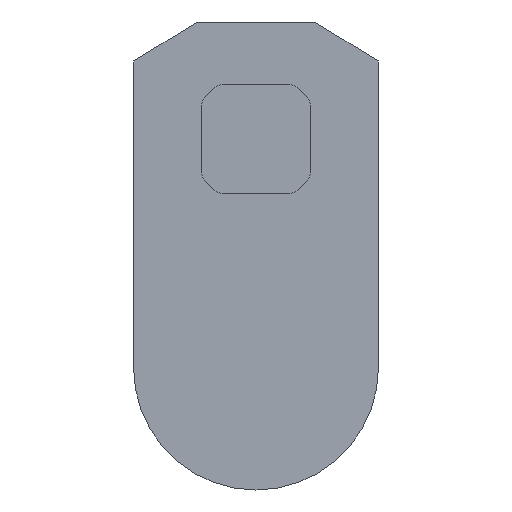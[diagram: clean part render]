
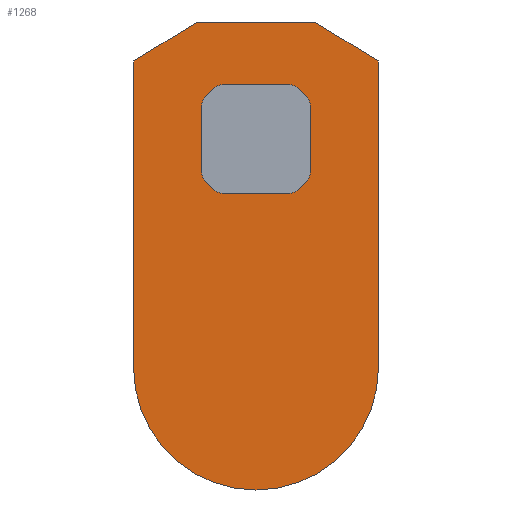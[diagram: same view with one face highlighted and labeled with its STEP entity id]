
A CAD part, front view. The second image highlights one B-rep face of the part: STEP entity #1268.
In plain terms, the highlighted planar face has unit normal (0, -1, 0).
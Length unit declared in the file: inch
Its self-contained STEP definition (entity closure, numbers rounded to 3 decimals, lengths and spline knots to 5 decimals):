
#61=PLANE($,#1390);
#67=CIRCLE($,#1281,0.125);
#75=CIRCLE($,#1292,0.125);
#76=CIRCLE($,#1294,0.125);
#77=CIRCLE($,#1297,0.125);
#78=CIRCLE($,#1300,0.125);
#79=CIRCLE($,#1303,0.125);
#80=CIRCLE($,#1306,0.125);
#81=CIRCLE($,#1309,0.125);
#106=CIRCLE($,#1384,0.785);
#141=FACE_BOUND($,#330,.T.);
#142=FACE_BOUND($,#331,.T.);
#330=EDGE_LOOP($,(#1170,#1171,#1172,#1173,#1174,#1175,#1176,#1177,#1178,
#1179,#1180,#1181,#1182,#1183,#1184,#1185));
#331=EDGE_LOOP($,(#1186,#1187,#1188,#1189,#1190,#1191));
#348=LINE($,#2159,#466);
#354=LINE($,#2174,#472);
#357=LINE($,#2182,#475);
#360=LINE($,#2190,#478);
#363=LINE($,#2198,#481);
#366=LINE($,#2206,#484);
#368=LINE($,#2212,#486);
#369=LINE($,#2214,#487);
#438=LINE($,#2419,#556);
#442=LINE($,#2428,#560);
#446=LINE($,#2439,#564);
#449=LINE($,#2445,#567);
#452=LINE($,#2450,#570);
#466=VECTOR($,#1443,0.03787);
#472=VECTOR($,#1459,0.03787);
#475=VECTOR($,#1468,0.39645);
#478=VECTOR($,#1477,0.03787);
#481=VECTOR($,#1486,0.39645);
#484=VECTOR($,#1495,0.03787);
#486=VECTOR($,#1503,0.39645);
#487=VECTOR($,#1506,0.39645);
#556=VECTOR($,#1715,1.965);
#560=VECTOR($,#1721,1.965);
#564=VECTOR($,#1733,0.48021);
#567=VECTOR($,#1738,0.75);
#570=VECTOR($,#1743,0.48021);
#582=VERTEX_POINT($,#2122);
#583=VERTEX_POINT($,#2124);
#598=VERTEX_POINT($,#2158);
#599=VERTEX_POINT($,#2162);
#600=VERTEX_POINT($,#2166);
#601=VERTEX_POINT($,#2168);
#602=VERTEX_POINT($,#2172);
#603=VERTEX_POINT($,#2176);
#604=VERTEX_POINT($,#2180);
#605=VERTEX_POINT($,#2184);
#606=VERTEX_POINT($,#2188);
#607=VERTEX_POINT($,#2192);
#608=VERTEX_POINT($,#2196);
#609=VERTEX_POINT($,#2200);
#610=VERTEX_POINT($,#2204);
#611=VERTEX_POINT($,#2208);
#676=VERTEX_POINT($,#2417);
#677=VERTEX_POINT($,#2418);
#680=VERTEX_POINT($,#2426);
#681=VERTEX_POINT($,#2427);
#684=VERTEX_POINT($,#2438);
#686=VERTEX_POINT($,#2444);
#700=EDGE_CURVE($,#582,#583,#67,.F.);
#717=EDGE_CURVE($,#583,#598,#348,.F.);
#719=EDGE_CURVE($,#598,#599,#75,.F.);
#722=EDGE_CURVE($,#600,#601,#76,.F.);
#725=EDGE_CURVE($,#602,#600,#354,.F.);
#727=EDGE_CURVE($,#603,#602,#77,.F.);
#729=EDGE_CURVE($,#603,#604,#357,.T.);
#731=EDGE_CURVE($,#605,#604,#78,.F.);
#733=EDGE_CURVE($,#606,#605,#360,.F.);
#735=EDGE_CURVE($,#607,#606,#79,.F.);
#737=EDGE_CURVE($,#607,#608,#363,.T.);
#739=EDGE_CURVE($,#609,#608,#80,.F.);
#741=EDGE_CURVE($,#610,#609,#366,.F.);
#743=EDGE_CURVE($,#611,#610,#81,.F.);
#744=EDGE_CURVE($,#611,#599,#368,.T.);
#745=EDGE_CURVE($,#582,#601,#369,.T.);
#838=EDGE_CURVE($,#676,#677,#438,.T.);
#842=EDGE_CURVE($,#680,#681,#442,.T.);
#846=EDGE_CURVE($,#677,#680,#106,.T.);
#848=EDGE_CURVE($,#684,#676,#446,.T.);
#851=EDGE_CURVE($,#686,#684,#449,.T.);
#854=EDGE_CURVE($,#681,#686,#452,.T.);
#1170=ORIENTED_EDGE($,*,*,#737,.T.);
#1171=ORIENTED_EDGE($,*,*,#739,.F.);
#1172=ORIENTED_EDGE($,*,*,#741,.F.);
#1173=ORIENTED_EDGE($,*,*,#743,.F.);
#1174=ORIENTED_EDGE($,*,*,#744,.T.);
#1175=ORIENTED_EDGE($,*,*,#719,.F.);
#1176=ORIENTED_EDGE($,*,*,#717,.F.);
#1177=ORIENTED_EDGE($,*,*,#700,.F.);
#1178=ORIENTED_EDGE($,*,*,#745,.T.);
#1179=ORIENTED_EDGE($,*,*,#722,.F.);
#1180=ORIENTED_EDGE($,*,*,#725,.F.);
#1181=ORIENTED_EDGE($,*,*,#727,.F.);
#1182=ORIENTED_EDGE($,*,*,#729,.T.);
#1183=ORIENTED_EDGE($,*,*,#731,.F.);
#1184=ORIENTED_EDGE($,*,*,#733,.F.);
#1185=ORIENTED_EDGE($,*,*,#735,.F.);
#1186=ORIENTED_EDGE($,*,*,#848,.F.);
#1187=ORIENTED_EDGE($,*,*,#851,.F.);
#1188=ORIENTED_EDGE($,*,*,#854,.F.);
#1189=ORIENTED_EDGE($,*,*,#842,.F.);
#1190=ORIENTED_EDGE($,*,*,#846,.F.);
#1191=ORIENTED_EDGE($,*,*,#838,.F.);
#1268=ADVANCED_FACE($,(#141,#142),#61,.F.);
#1281=AXIS2_PLACEMENT_3D($,#2125,#1414,#1415);
#1292=AXIS2_PLACEMENT_3D($,#2163,#1447,#1448);
#1294=AXIS2_PLACEMENT_3D($,#2169,#1453,#1454);
#1297=AXIS2_PLACEMENT_3D($,#2178,#1463,#1464);
#1300=AXIS2_PLACEMENT_3D($,#2186,#1472,#1473);
#1303=AXIS2_PLACEMENT_3D($,#2194,#1481,#1482);
#1306=AXIS2_PLACEMENT_3D($,#2202,#1490,#1491);
#1309=AXIS2_PLACEMENT_3D($,#2210,#1499,#1500);
#1384=AXIS2_PLACEMENT_3D($,#2435,#1727,#1728);
#1390=AXIS2_PLACEMENT_3D($,#2453,#1747,#1748);
#1414=DIRECTION('center_axis',(0.,1.,0.));
#1415=DIRECTION('ref_axis',(-0.924,0.,-0.383));
#1443=DIRECTION($,(-0.707,0.,0.707));
#1447=DIRECTION('center_axis',(0.,1.,0.));
#1448=DIRECTION('ref_axis',(-0.383,0.,-0.924));
#1453=DIRECTION('center_axis',(0.,1.,0.));
#1454=DIRECTION('ref_axis',(-0.924,0.,0.383));
#1459=DIRECTION($,(0.707,0.,0.707));
#1463=DIRECTION('center_axis',(0.,1.,0.));
#1464=DIRECTION('ref_axis',(-0.383,0.,0.924));
#1468=DIRECTION($,(1.,0.,0.));
#1472=DIRECTION('center_axis',(0.,1.,0.));
#1473=DIRECTION('ref_axis',(0.383,0.,0.924));
#1477=DIRECTION($,(0.707,0.,-0.707));
#1481=DIRECTION('center_axis',(0.,1.,0.));
#1482=DIRECTION('ref_axis',(0.924,0.,0.383));
#1486=DIRECTION($,(0.,0.,-1.));
#1490=DIRECTION('center_axis',(0.,1.,0.));
#1491=DIRECTION('ref_axis',(0.924,0.,-0.383));
#1495=DIRECTION($,(-0.707,0.,-0.707));
#1499=DIRECTION('center_axis',(0.,1.,0.));
#1500=DIRECTION('ref_axis',(0.383,0.,-0.924));
#1503=DIRECTION($,(-1.,0.,0.));
#1506=DIRECTION($,(0.,0.,1.));
#1715=DIRECTION($,(0.,0.,-1.));
#1721=DIRECTION($,(0.,0.,1.));
#1727=DIRECTION('center_axis',(0.,1.,0.));
#1728=DIRECTION('ref_axis',(1.,0.,0.));
#1733=DIRECTION($,(0.854,0.,-0.521));
#1738=DIRECTION($,(1.,0.,0.));
#1743=DIRECTION($,(0.854,0.,0.521));
#1747=DIRECTION('center_axis',(0.,1.,0.));
#1748=DIRECTION('ref_axis',(0.,0.,1.));
#2122=CARTESIAN_POINT('',(-0.35,0.,0.55178));
#2124=CARTESIAN_POINT('',(-0.31339,0.,0.46339));
#2125=CARTESIAN_POINT('Origin',(-0.225,0.,0.55178));
#2158=CARTESIAN_POINT('',(-0.28661,0.,0.43661));
#2159=CARTESIAN_POINT($,(-0.44844,0.,0.59844));
#2162=CARTESIAN_POINT('',(-0.19822,0.,0.4));
#2163=CARTESIAN_POINT('Origin',(-0.19822,0.,0.525));
#2166=CARTESIAN_POINT('',(-0.31339,0.,1.03661));
#2168=CARTESIAN_POINT('',(-0.35,0.,0.94822));
#2169=CARTESIAN_POINT('Origin',(-0.225,0.,0.94822));
#2172=CARTESIAN_POINT('',(-0.28661,0.,1.06339));
#2174=CARTESIAN_POINT($,(-0.15156,0.,1.19844));
#2176=CARTESIAN_POINT('',(-0.19822,0.,1.1));
#2178=CARTESIAN_POINT('Origin',(-0.19822,0.,0.975));
#2180=CARTESIAN_POINT('',(0.19822,0.,1.1));
#2182=CARTESIAN_POINT($,(0.175,0.,1.1));
#2184=CARTESIAN_POINT('',(0.28661,0.,1.06339));
#2186=CARTESIAN_POINT('Origin',(0.19822,0.,0.975));
#2188=CARTESIAN_POINT('',(0.31339,0.,1.03661));
#2190=CARTESIAN_POINT($,(0.15156,0.,1.19844));
#2192=CARTESIAN_POINT('',(0.35,0.,0.94822));
#2194=CARTESIAN_POINT('Origin',(0.225,0.,0.94822));
#2196=CARTESIAN_POINT('',(0.35,0.,0.55178));
#2198=CARTESIAN_POINT($,(0.35,0.,0.87188));
#2200=CARTESIAN_POINT('',(0.31339,0.,0.46339));
#2202=CARTESIAN_POINT('Origin',(0.225,0.,0.55178));
#2204=CARTESIAN_POINT('',(0.28661,0.,0.43661));
#2206=CARTESIAN_POINT($,(0.44844,0.,0.59844));
#2208=CARTESIAN_POINT('',(0.19822,0.,0.4));
#2210=CARTESIAN_POINT('Origin',(0.19822,0.,0.525));
#2212=CARTESIAN_POINT($,(-0.175,0.,0.4));
#2214=CARTESIAN_POINT($,(-0.35,0.,1.22188));
#2417=CARTESIAN_POINT('',(0.785,0.,1.25));
#2418=CARTESIAN_POINT('',(0.785,0.,-0.715));
#2419=CARTESIAN_POINT($,(0.785,0.,1.5));
#2426=CARTESIAN_POINT('',(-0.785,0.,-0.715));
#2427=CARTESIAN_POINT('',(-0.785,0.,1.25));
#2428=CARTESIAN_POINT($,(-0.785,0.,-1.5));
#2435=CARTESIAN_POINT('Origin',(0.,0.,-0.715));
#2438=CARTESIAN_POINT('',(0.375,0.,1.5));
#2439=CARTESIAN_POINT($,(0.375,0.,1.5));
#2444=CARTESIAN_POINT('',(-0.375,0.,1.5));
#2445=CARTESIAN_POINT($,(-0.785,0.,1.5));
#2450=CARTESIAN_POINT($,(-0.785,0.,1.25));
#2453=CARTESIAN_POINT('Origin',(0.,0.,1.34375));
